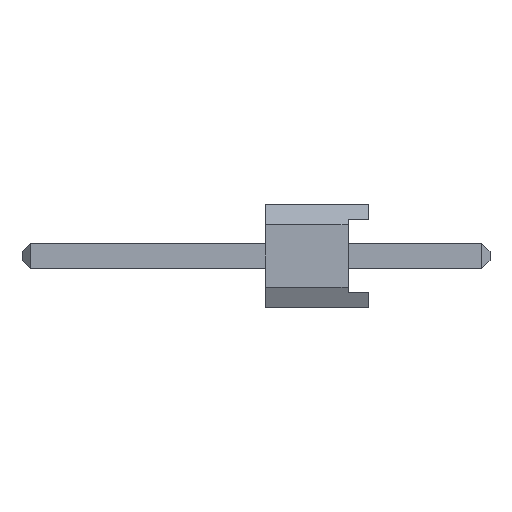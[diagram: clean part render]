
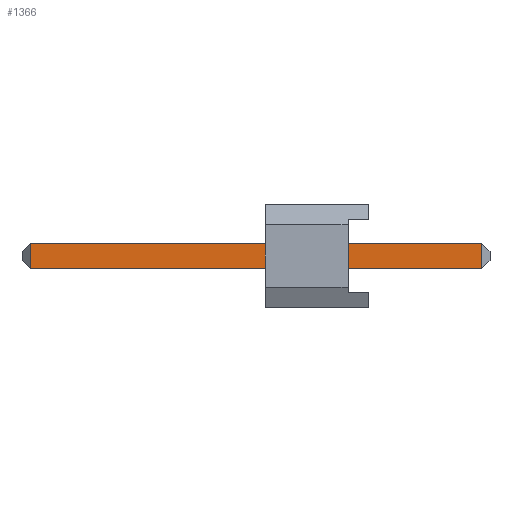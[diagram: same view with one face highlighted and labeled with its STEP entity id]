
A CAD part, left-side view. The second image highlights one B-rep face of the part: STEP entity #1366.
In plain terms, the highlighted planar face has unit normal (-1, 0, 0).
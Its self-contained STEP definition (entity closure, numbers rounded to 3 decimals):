
#56 = AXIS2_PLACEMENT_3D ( 'NONE', #1548, #372, #603 ) ;
#103 = LINE ( 'NONE', #1072, #2104 ) ;
#107 = ORIENTED_EDGE ( 'NONE', *, *, #319, .F. ) ;
#187 = DIRECTION ( 'NONE',  ( 0., 0., 1. ) ) ;
#195 = EDGE_CURVE ( 'NONE', #527, #2400, #2076, .T. ) ;
#235 = CARTESIAN_POINT ( 'NONE',  ( -0.32, -0.32, 5.57 ) ) ;
#294 = CARTESIAN_POINT ( 'NONE',  ( -0.32, -0.32, -5.57 ) ) ;
#319 = EDGE_CURVE ( 'NONE', #1585, #1813, #103, .T. ) ;
#372 = DIRECTION ( 'NONE',  ( 1., 0., 0. ) ) ;
#400 = PLANE ( 'NONE',  #56 ) ;
#440 = CARTESIAN_POINT ( 'NONE',  ( -0.32, 0.32, -5.57 ) ) ;
#513 = CARTESIAN_POINT ( 'NONE',  ( -0.32, 0.32, 5.57 ) ) ;
#527 = VERTEX_POINT ( 'NONE', #513 ) ;
#603 = DIRECTION ( 'NONE',  ( 0., 0., -1. ) ) ;
#658 = CARTESIAN_POINT ( 'NONE',  ( -0.32, -0.32, 5.77 ) ) ;
#667 = DIRECTION ( 'NONE',  ( 0., 0., -1. ) ) ;
#669 = VECTOR ( 'NONE', #667, 1000. ) ;
#775 = CARTESIAN_POINT ( 'NONE',  ( -0.32, -0.32, 5.57 ) ) ;
#793 = ORIENTED_EDGE ( 'NONE', *, *, #1676, .F. ) ;
#960 = LINE ( 'NONE', #1326, #1672 ) ;
#1072 = CARTESIAN_POINT ( 'NONE',  ( -0.32, -0.32, -5.57 ) ) ;
#1255 = DIRECTION ( 'NONE',  ( 0., 1., 0. ) ) ;
#1326 = CARTESIAN_POINT ( 'NONE',  ( -0.32, 0.32, 5.77 ) ) ;
#1366 = ADVANCED_FACE ( 'NONE', ( #1567 ), #400, .F. ) ;
#1446 = VECTOR ( 'NONE', #1546, 1000. ) ;
#1546 = DIRECTION ( 'NONE',  ( 0., -1., 0. ) ) ;
#1547 = ORIENTED_EDGE ( 'NONE', *, *, #1984, .F. ) ;
#1548 = CARTESIAN_POINT ( 'NONE',  ( -0.32, -0.32, 5.77 ) ) ;
#1567 = FACE_OUTER_BOUND ( 'NONE', #2047, .T. ) ;
#1585 = VERTEX_POINT ( 'NONE', #294 ) ;
#1671 = ORIENTED_EDGE ( 'NONE', *, *, #195, .F. ) ;
#1672 = VECTOR ( 'NONE', #187, 1000. ) ;
#1676 = EDGE_CURVE ( 'NONE', #1813, #527, #960, .T. ) ;
#1813 = VERTEX_POINT ( 'NONE', #440 ) ;
#1984 = EDGE_CURVE ( 'NONE', #2400, #1585, #2004, .T. ) ;
#2004 = LINE ( 'NONE', #658, #669 ) ;
#2047 = EDGE_LOOP ( 'NONE', ( #107, #1547, #1671, #793 ) ) ;
#2076 = LINE ( 'NONE', #235, #1446 ) ;
#2104 = VECTOR ( 'NONE', #1255, 1000. ) ;
#2400 = VERTEX_POINT ( 'NONE', #775 ) ;
